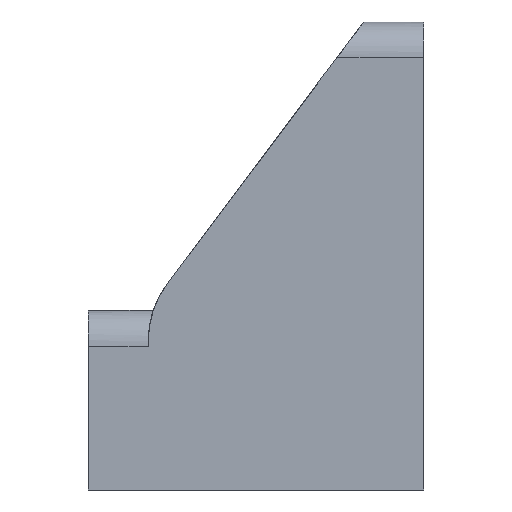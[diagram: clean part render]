
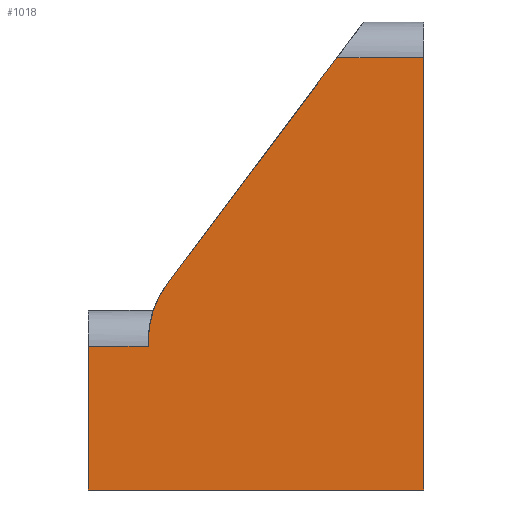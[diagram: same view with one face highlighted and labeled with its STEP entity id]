
A CAD part, front view. The second image highlights one B-rep face of the part: STEP entity #1018.
In plain terms, the highlighted planar face has unit normal (0, -1, 0).
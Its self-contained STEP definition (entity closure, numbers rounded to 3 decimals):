
#50=PLANE('',#1108);
#91=FACE_OUTER_BOUND('',#151,.T.);
#151=EDGE_LOOP('',(#754,#755,#756,#757,#758,#759,#760,#761));
#244=LINE('',#1624,#334);
#245=LINE('',#1628,#335);
#246=LINE('',#1630,#336);
#247=LINE('',#1632,#337);
#248=LINE('',#1634,#338);
#249=LINE('',#1636,#339);
#250=LINE('',#1637,#340);
#334=VECTOR('',#1285,10.);
#335=VECTOR('',#1290,10.);
#336=VECTOR('',#1291,10.);
#337=VECTOR('',#1292,10.);
#338=VECTOR('',#1293,10.);
#339=VECTOR('',#1294,10.);
#340=VECTOR('',#1295,10.);
#404=CIRCLE('',#1101,8.);
#464=VERTEX_POINT('',#1578);
#465=VERTEX_POINT('',#1579);
#475=VERTEX_POINT('',#1623);
#476=VERTEX_POINT('',#1627);
#477=VERTEX_POINT('',#1629);
#478=VERTEX_POINT('',#1631);
#479=VERTEX_POINT('',#1633);
#480=VERTEX_POINT('',#1635);
#572=EDGE_CURVE('',#464,#465,#404,.T.);
#585=EDGE_CURVE('',#465,#475,#244,.T.);
#587=EDGE_CURVE('',#476,#464,#245,.T.);
#588=EDGE_CURVE('',#477,#476,#246,.T.);
#589=EDGE_CURVE('',#477,#478,#247,.T.);
#590=EDGE_CURVE('',#479,#478,#248,.T.);
#591=EDGE_CURVE('',#479,#480,#249,.T.);
#592=EDGE_CURVE('',#475,#480,#250,.T.);
#754=ORIENTED_EDGE('',*,*,#572,.F.);
#755=ORIENTED_EDGE('',*,*,#587,.F.);
#756=ORIENTED_EDGE('',*,*,#588,.F.);
#757=ORIENTED_EDGE('',*,*,#589,.T.);
#758=ORIENTED_EDGE('',*,*,#590,.F.);
#759=ORIENTED_EDGE('',*,*,#591,.T.);
#760=ORIENTED_EDGE('',*,*,#592,.F.);
#761=ORIENTED_EDGE('',*,*,#585,.F.);
#1018=ADVANCED_FACE('',(#91),#50,.T.);
#1101=AXIS2_PLACEMENT_3D('',#1580,#1265,#1266);
#1108=AXIS2_PLACEMENT_3D('',#1626,#1288,#1289);
#1265=DIRECTION('center_axis',(0.,1.,0.));
#1266=DIRECTION('ref_axis',(-0.949,0.,0.316));
#1285=DIRECTION('',(0.6,0.,0.8));
#1288=DIRECTION('center_axis',(0.,-1.,0.));
#1289=DIRECTION('ref_axis',(0.,0.,
1.));
#1290=DIRECTION('',(0.,0.,1.));
#1291=DIRECTION('',(1.,0.,0.));
#1292=DIRECTION('',(0.,0.,-1.));
#1293=DIRECTION('',(-1.,0.,0.));
#1294=DIRECTION('',(0.,0.,1.));
#1295=DIRECTION('',(1.,0.,0.));
#1578=CARTESIAN_POINT('',(-40.641,-17.954,94.378));
#1579=CARTESIAN_POINT('',(-39.041,-17.954,99.178));
#1580=CARTESIAN_POINT('Origin',(-32.641,-17.954,94.378));
#1623=CARTESIAN_POINT('',(-24.891,-17.954,118.044));
#1624=CARTESIAN_POINT('',(-35.625,-17.954,103.732));
#1626=CARTESIAN_POINT('Origin',(-17.641,-17.954,81.944));
#1627=CARTESIAN_POINT('',(-40.641,-17.954,93.944));
#1628=CARTESIAN_POINT('',(-40.641,-17.954,96.944));
#1629=CARTESIAN_POINT('',(-45.641,-17.954,93.944));
#1630=CARTESIAN_POINT('',(-29.141,-17.954,93.944));
#1631=CARTESIAN_POINT('',(-45.641,-17.954,81.944));
#1632=CARTESIAN_POINT('',(-45.641,-17.954,93.944));
#1633=CARTESIAN_POINT('',(-17.641,-17.954,81.944));
#1634=CARTESIAN_POINT('',(-17.641,-17.954,81.944));
#1635=CARTESIAN_POINT('',(-17.641,-17.954,118.044));
#1636=CARTESIAN_POINT('',(-17.641,-17.954,77.444));
#1637=CARTESIAN_POINT('',(-17.641,-17.954,118.044));
